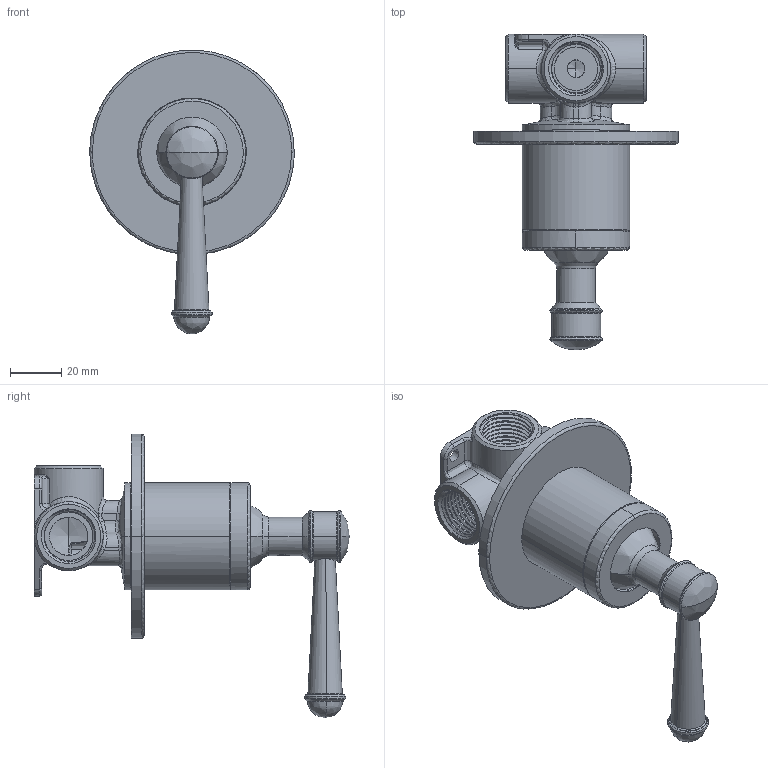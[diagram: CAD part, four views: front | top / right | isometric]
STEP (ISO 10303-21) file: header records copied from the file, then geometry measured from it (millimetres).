
FILE_DESCRIPTION(/* description */ (''),/* implementation_level */ '2;1');
FILE_NAME(/* name */ 'STEP - PC1020L_2266979',/* time_stamp */ '2024-11-25T12:26:11+11:00',/* author */ (''),/* organization */ (''),/* preprocessor_version */ 'ST-DEVELOPER v16.5',/* originating_system */ 'Rhino 7.37',/* authorisation */ '');
FILE_SCHEMA (('AUTOMOTIVE_DESIGN'));
Length unit declared in the file: millimetre
Products named in the file (21): Document; PC1020L; 47T2 47x2 O型圈 -外45.5; PM5x5 内六角平端螺丝; A70SB12C 暗装一字手柄; 05-129 凯赛德35平脚 CT35TF00
1; 05-101 翰优35平脚阀芯杆; 05-101 翰优35平脚转盘; 201不锈钢杆D3H18; 05-101 翰优35平脚阀密封垫圈; 05-101 翰优35平脚阀芯壳; 05-101 翰优35平脚阀座; PM5x10 内六角平头螺丝; 76661C  PC新35暗装手柄连接座; A70SB02C  PC一字长手柄杆; Q02004C 3542暗装阀套 D41.8H39.5; Z11007D 35入墙主体; PM5X3 内六角平头螺丝; 108MB00C 80红冲面板-孔42.5; A70YM01C  PC暗装压帽; A70ZS04C  PC暗装装饰盖
Assembly tree (20 placements, depth 4):
  Document
    PC1020L
      47T2 47x2 O型圈 -外45.5
      PM5x5 内六角平端螺丝
      A70SB12C 暗装一字手柄
      05-129 凯赛德35平脚 CT35TF00
1
        05-101 翰优35平脚阀芯杆
        05-101 翰优35平脚转盘
        201不锈钢杆D3H18
        05-101 翰优35平脚阀密封垫圈
        05-101 翰优35平脚阀芯壳
        05-101 翰优35平脚阀座
      PM5x10 内六角平头螺丝
      76661C  PC新35暗装手柄连接座
      A70SB02C  PC一字长手柄杆
      Q02004C 3542暗装阀套 D41.8H39.5
      Z11007D 35入墙主体
      PM5X3 内六角平头螺丝
      108MB00C 80红冲面板-孔42.5
      A70YM01C  PC暗装压帽
      A70ZS04C  PC暗装装饰盖
Bounding box: 80 x 123.49 x 111.02 mm (x, y, z)
Volume: 52224.7 mm3; surface area: 73630.1 mm2
Topology: 17 solids, 18 shells, 1193 faces, 3110 edges, 1957 vertices
Faces by surface type: cylinder 565, bspline 390, plane 238
Entity records: 97161 total; most frequent: CARTESIAN_POINT 77663, ORIENTED_EDGE 6147, EDGE_CURVE 3079, VERTEX_POINT 1957, B_SPLINE_CURVE_WITH_KNOTS 1512, EDGE_LOOP 1280, ADVANCED_FACE 1193, FACE_OUTER_BOUND 1193
